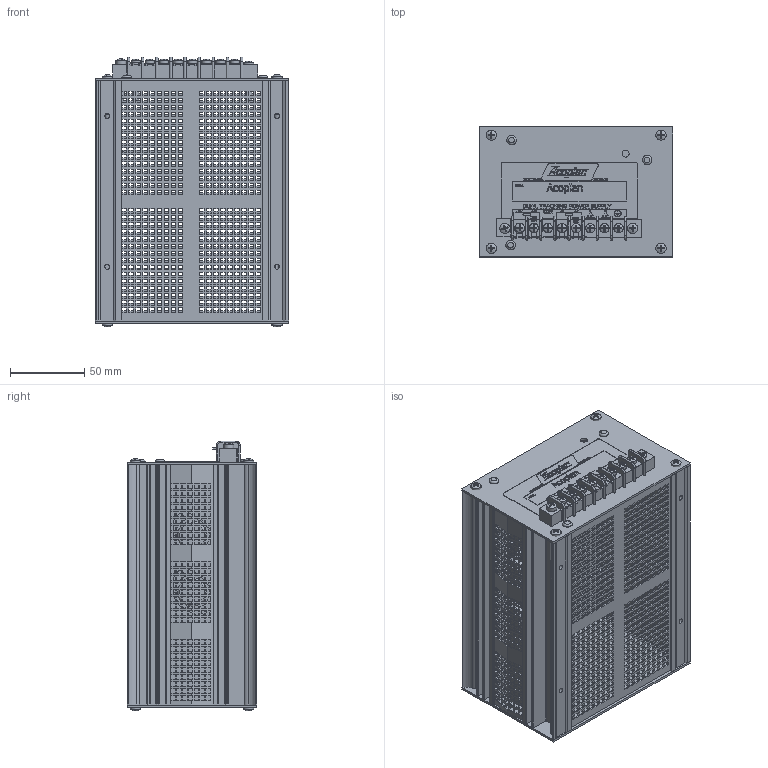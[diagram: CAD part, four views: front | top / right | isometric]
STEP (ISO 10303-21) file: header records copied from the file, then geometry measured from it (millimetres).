
FILE_DESCRIPTION(/* description */ (''),/* implementation_level */ '2;1');
FILE_NAME(/* name */ 'TG6 TRACK 10-11-17.stp',/* time_stamp */ '2017-10-11T10:39:02-04:00',/* author */ ('JDietsch'),/* organization */ (''),/* preprocessor_version */ 'ST-DEVELOPER v16.13',/* originating_system */ 'Autodesk Inventor 2018',/* authorisation */ '');
FILE_SCHEMA (('AUTOMOTIVE_DESIGN { 1 0 10303 214 3 1 1 }'));
Products named in the file (14): G6 GENERIC CASE; E300-7 G6 Left HS; G6 sreen generic; G6 RIGHT; G6 HEATSINK SCREEN; E300-74 G13 reaR; TRANSISTOR TO-3; 375 inch single row 20 amp barrier strip 7PL; 375 inch single row 20 amp barrier strip 8PL; JUMPER; ANSI B18.6.4 - No. 8 - 18 - 1; DECAL TG MODEL; TG Track  front; rivet, snap
Assembly tree (28 placements, depth 2):
  G6 GENERIC CASE
    E300-7 G6 Left HS
    G6 sreen generic  x2
    G6 RIGHT
    G6 HEATSINK SCREEN
    E300-74 G13 reaR
    TRANSISTOR TO-3  x2
    375 inch single row 20 amp barrier strip 7PL
    ANSI B18.6.4 - No. 8 - 18 - 1  x11
    rivet, snap  x3
    375 inch single row 20 amp barrier strip 8PL
    JUMPER  x2
    DECAL TG MODEL
    TG Track  front
Bounding box: 130.37 x 87.39 x 181.71 mm (x, y, z)
Volume: 261184.3 mm3; surface area: 256761 mm2
Topology: 43 solids, 43 shells, 7919 faces, 23047 edges, 15337 vertices
Faces by surface type: plane 6634, bspline 549, cylinder 363, cone 204, torus 143, sphere 26
Full cylindrical faces by diameter (mm): 0.635 x2, 2.032 x15, 2.946 x2, 3.302 x12, 3.505 x15, 3.556 x4, 3.962 x3, 4.064 x4, 4.166 x11, 4.191 x1, 4.699 x1, 4.762 x8, 4.775 x1, 5.08 x15, 6.198 x15, 6.35 x11, 6.604 x15, 6.858 x11, 7.938 x7, 19.431 x2, 23.114 x2
Entity records: 180275 total; most frequent: CARTESIAN_POINT 41226, ORIENTED_EDGE 29916, DIRECTION 24470, EDGE_CURVE 14958, LINE 12616, VECTOR 12616, VERTEX_POINT 10057, EDGE_LOOP 7104
